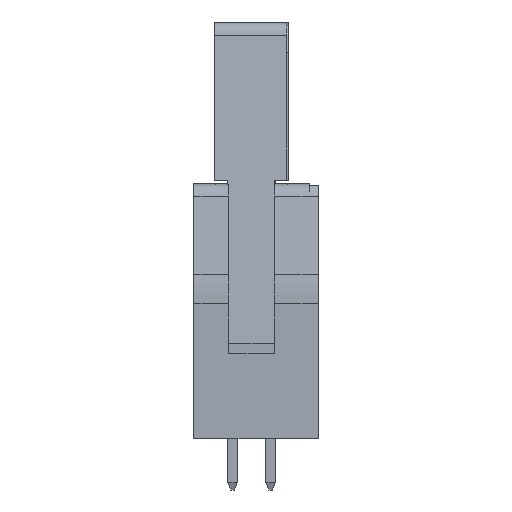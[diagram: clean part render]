
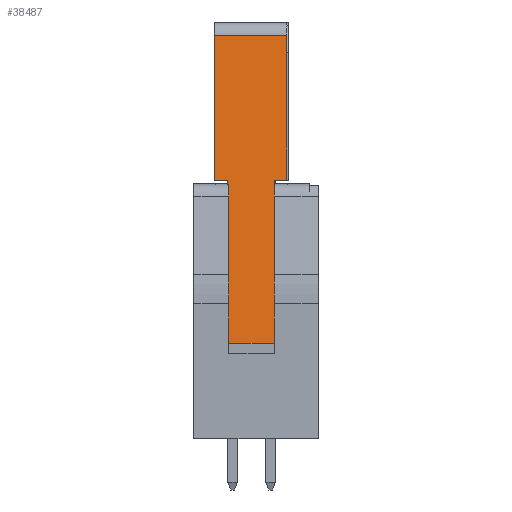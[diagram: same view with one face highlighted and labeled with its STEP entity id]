
A CAD part, front view. The second image highlights one B-rep face of the part: STEP entity #38487.
In plain terms, the highlighted face is planar.
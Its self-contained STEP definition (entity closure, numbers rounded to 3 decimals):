
#2704=ORIENTED_EDGE('',*,*,#8707,.F.);
#2705=ORIENTED_EDGE('',*,*,#9593,.T.);
#2706=ORIENTED_EDGE('',*,*,#9597,.F.);
#2707=ORIENTED_EDGE('',*,*,#9598,.T.);
#2708=ORIENTED_EDGE('',*,*,#9599,.F.);
#2709=ORIENTED_EDGE('',*,*,#9600,.F.);
#2710=ORIENTED_EDGE('',*,*,#9601,.T.);
#2711=ORIENTED_EDGE('',*,*,#9602,.F.);
#2712=ORIENTED_EDGE('',*,*,#9603,.F.);
#2713=ORIENTED_EDGE('',*,*,#8224,.T.);
#8224=EDGE_CURVE('',#12123,#12124,#14483,.T.);
#8707=EDGE_CURVE('',#12505,#12124,#14953,.T.);
#9593=EDGE_CURVE('',#12505,#13053,#15798,.T.);
#9597=EDGE_CURVE('',#13056,#13053,#15802,.T.);
#9598=EDGE_CURVE('',#13056,#13057,#15803,.T.);
#9599=EDGE_CURVE('',#13058,#13057,#15804,.T.);
#9600=EDGE_CURVE('',#13059,#13058,#15805,.T.);
#9601=EDGE_CURVE('',#13059,#13060,#15806,.T.);
#9602=EDGE_CURVE('',#13061,#13060,#15807,.T.);
#9603=EDGE_CURVE('',#12123,#13061,#15808,.T.);
#12123=VERTEX_POINT('',#49278);
#12124=VERTEX_POINT('',#49279);
#12505=VERTEX_POINT('',#50287);
#13053=VERTEX_POINT('',#51877);
#13056=VERTEX_POINT('',#51887);
#13057=VERTEX_POINT('',#51889);
#13058=VERTEX_POINT('',#51891);
#13059=VERTEX_POINT('',#51893);
#13060=VERTEX_POINT('',#51895);
#13061=VERTEX_POINT('',#51897);
#14483=LINE('',#49277,#18292);
#14953=LINE('',#50288,#18762);
#15798=LINE('',#51878,#19607);
#15802=LINE('',#51886,#19611);
#15803=LINE('',#51888,#19612);
#15804=LINE('',#51890,#19613);
#15805=LINE('',#51892,#19614);
#15806=LINE('',#51894,#19615);
#15807=LINE('',#51896,#19616);
#15808=LINE('',#51898,#19617);
#18292=VECTOR('',#41857,1000.);
#18762=VECTOR('',#42643,1000.);
#19607=VECTOR('',#43882,1000.);
#19611=VECTOR('',#43890,1000.);
#19612=VECTOR('',#43891,1000.);
#19613=VECTOR('',#43892,1000.);
#19614=VECTOR('',#43893,1000.);
#19615=VECTOR('',#43894,1000.);
#19616=VECTOR('',#43895,1000.);
#19617=VECTOR('',#43896,1000.);
#22283=EDGE_LOOP('',(#2704,#2705,#2706,#2707,#2708,#2709,#2710,#2711,#2712,
#2713));
#24000=FACE_BOUND('',#22283,.T.);
#25613=PLANE('',#40163);
#38487=ADVANCED_FACE('',(#24000),#25613,.T.);
#40163=AXIS2_PLACEMENT_3D('',#51885,#43888,#43889);
#41857=DIRECTION('',(0.,1.,0.));
#42643=DIRECTION('',(-0.117,0.,0.993));
#43882=DIRECTION('',(0.,1.,0.));
#43888=DIRECTION('',(0.993,0.,0.117));
#43889=DIRECTION('',(0.117,0.,-0.993));
#43890=DIRECTION('',(0.117,0.,-0.993));
#43891=DIRECTION('',(0.,1.,0.));
#43892=DIRECTION('',(0.117,0.,-0.993));
#43893=DIRECTION('',(0.,1.,0.));
#43894=DIRECTION('',(0.117,0.,-0.993));
#43895=DIRECTION('',(0.,-1.,0.));
#43896=DIRECTION('',(-0.117,0.,0.993));
#49277=CARTESIAN_POINT('',(48.489,-4.15,11.948));
#49278=CARTESIAN_POINT('',(48.489,-1.925,11.948));
#49279=CARTESIAN_POINT('',(48.489,-1.825,11.948));
#50287=CARTESIAN_POINT('',(49.74,-1.825,1.366));
#50288=CARTESIAN_POINT('',(49.796,-1.825,0.892));
#51877=CARTESIAN_POINT('',(49.74,1.215,1.366));
#51878=CARTESIAN_POINT('',(49.74,-2.755,1.366));
#51885=CARTESIAN_POINT('',(47.09,-2.755,23.785));
#51886=CARTESIAN_POINT('',(48.454,1.215,12.249));
#51887=CARTESIAN_POINT('',(48.454,1.215,12.249));
#51888=CARTESIAN_POINT('',(48.454,1.215,12.249));
#51889=CARTESIAN_POINT('',(48.454,2.045,12.249));
#51890=CARTESIAN_POINT('',(47.09,2.045,23.785));
#51891=CARTESIAN_POINT('',(47.311,2.045,21.913));
#51892=CARTESIAN_POINT('',(47.311,-2.755,21.913));
#51893=CARTESIAN_POINT('',(47.311,-2.755,21.913));
#51894=CARTESIAN_POINT('',(47.09,-2.755,23.785));
#51895=CARTESIAN_POINT('',(48.454,-2.755,12.249));
#51896=CARTESIAN_POINT('',(48.454,-1.925,12.249));
#51897=CARTESIAN_POINT('',(48.454,-1.925,12.249));
#51898=CARTESIAN_POINT('',(48.454,-1.925,12.249));
